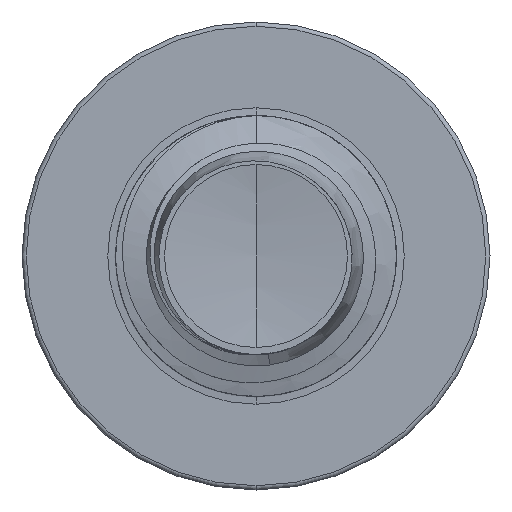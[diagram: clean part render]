
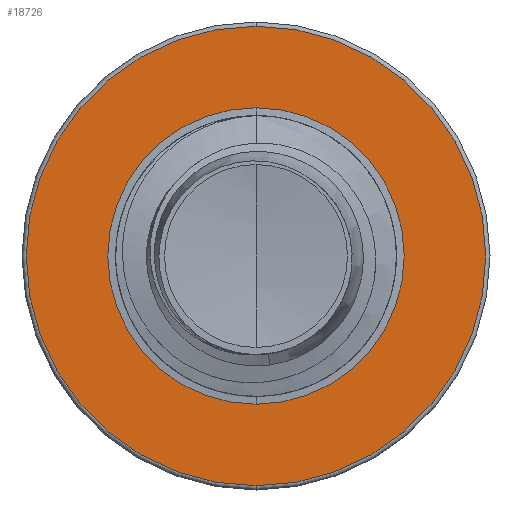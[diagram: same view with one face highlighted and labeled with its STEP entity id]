
A CAD part, front view. The second image highlights one B-rep face of the part: STEP entity #18726.
In plain terms, the highlighted planar face has unit normal (0, -1, 0).
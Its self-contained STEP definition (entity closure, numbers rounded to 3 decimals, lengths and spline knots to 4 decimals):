
#60 = ORIENTED_EDGE ( 'NONE', *, *, #2528, .F. ) ;
#657 = EDGE_CURVE ( 'NONE', #14359, #11755, #27170, .T. ) ;
#2021 = EDGE_CURVE ( 'NONE', #25139, #22493, #23763, .T. ) ;
#2179 = ORIENTED_EDGE ( 'NONE', *, *, #657, .F. ) ;
#2528 = EDGE_CURVE ( 'NONE', #11755, #14359, #30078, .T. ) ;
#2875 = AXIS2_PLACEMENT_3D ( 'NONE', #25042, #8127, #27790 ) ;
#3292 = AXIS2_PLACEMENT_3D ( 'NONE', #11571, #11520, #11482 ) ;
#3569 = CARTESIAN_POINT ( 'NONE',  ( 0., 20., -2.3752 ) ) ;
#6965 = EDGE_LOOP ( 'NONE', ( #18026, #30550 ) ) ;
#8127 = DIRECTION ( 'NONE',  ( 0., 1., 0. ) ) ;
#9423 = AXIS2_PLACEMENT_3D ( 'NONE', #35153, #21312, #21635 ) ;
#11482 = DIRECTION ( 'NONE',  ( 0., 0., 1. ) ) ;
#11520 = DIRECTION ( 'NONE',  ( 0., 1., 0. ) ) ;
#11571 = CARTESIAN_POINT ( 'NONE',  ( 0., 20., 0. ) ) ;
#11755 = VERTEX_POINT ( 'NONE', #30329 ) ;
#12086 = DIRECTION ( 'NONE',  ( 0., 0., 1. ) ) ;
#12090 = DIRECTION ( 'NONE',  ( 0., 1., 0. ) ) ;
#12126 = CARTESIAN_POINT ( 'NONE',  ( 0., 20., 0. ) ) ;
#13925 = CARTESIAN_POINT ( 'NONE',  ( 0., 20., 2.3752 ) ) ;
#14359 = VERTEX_POINT ( 'NONE', #31133 ) ;
#16113 = PLANE ( 'NONE',  #9423 ) ;
#18026 = ORIENTED_EDGE ( 'NONE', *, *, #2021, .T. ) ;
#18598 = AXIS2_PLACEMENT_3D ( 'NONE', #12126, #12090, #12086 ) ;
#18726 = ADVANCED_FACE ( 'NONE', ( #21562, #28802 ), #16113, .F. ) ;
#20449 = AXIS2_PLACEMENT_3D ( 'NONE', #33980, #34017, #33275 ) ;
#21312 = DIRECTION ( 'NONE',  ( 0., 1., 0. ) ) ;
#21562 = FACE_OUTER_BOUND ( 'NONE', #36689, .T. ) ;
#21635 = DIRECTION ( 'NONE',  ( 0., 0., 1. ) ) ;
#22493 = VERTEX_POINT ( 'NONE', #3569 ) ;
#23763 = CIRCLE ( 'NONE', #18598, 2.3752 ) ;
#25042 = CARTESIAN_POINT ( 'NONE',  ( 0., 20., 0. ) ) ;
#25139 = VERTEX_POINT ( 'NONE', #13925 ) ;
#25178 = EDGE_CURVE ( 'NONE', #22493, #25139, #36432, .T. ) ;
#27170 = CIRCLE ( 'NONE', #20449, 3.6825 ) ;
#27790 = DIRECTION ( 'NONE',  ( 0., 0., 1. ) ) ;
#28802 = FACE_BOUND ( 'NONE', #6965, .T. ) ;
#30078 = CIRCLE ( 'NONE', #3292, 3.6825 ) ;
#30329 = CARTESIAN_POINT ( 'NONE',  ( 0., 20., -3.6825 ) ) ;
#30550 = ORIENTED_EDGE ( 'NONE', *, *, #25178, .T. ) ;
#31133 = CARTESIAN_POINT ( 'NONE',  ( 0., 20., 3.6825 ) ) ;
#33275 = DIRECTION ( 'NONE',  ( 0., 0., 1. ) ) ;
#33980 = CARTESIAN_POINT ( 'NONE',  ( 0., 20., 0. ) ) ;
#34017 = DIRECTION ( 'NONE',  ( 0., 1., 0. ) ) ;
#35153 = CARTESIAN_POINT ( 'NONE',  ( 0., 20., -2.3752 ) ) ;
#36432 = CIRCLE ( 'NONE', #2875, 2.3752 ) ;
#36689 = EDGE_LOOP ( 'NONE', ( #2179, #60 ) ) ;
